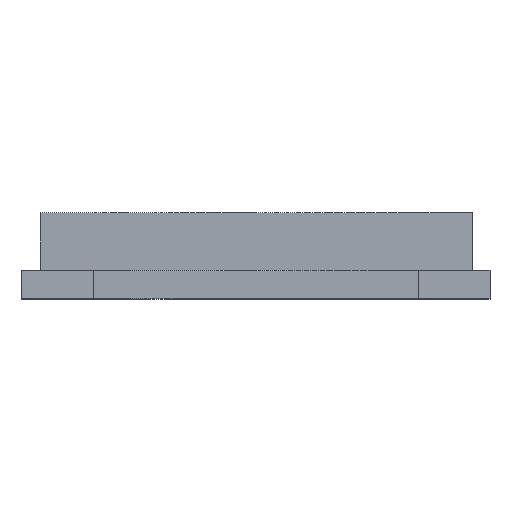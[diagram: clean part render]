
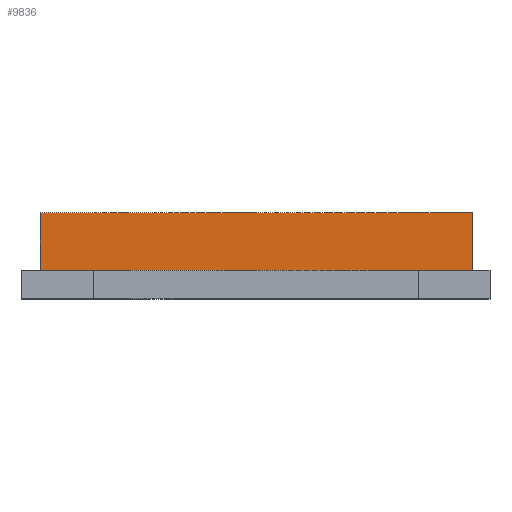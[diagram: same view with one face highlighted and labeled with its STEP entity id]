
A CAD part, top view. The second image highlights one B-rep face of the part: STEP entity #9836.
In plain terms, the highlighted planar face has unit normal (0, 0, 1).
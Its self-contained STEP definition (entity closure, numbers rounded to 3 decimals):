
#118 = VERTEX_POINT ( 'NONE', #8897 ) ;
#371 = CARTESIAN_POINT ( 'NONE',  ( 6., 2.38, 7.1 ) ) ;
#516 = ORIENTED_EDGE ( 'NONE', *, *, #8954, .F. ) ;
#581 = CARTESIAN_POINT ( 'NONE',  ( 6., 0.78, 7.1 ) ) ;
#841 = CARTESIAN_POINT ( 'NONE',  ( 6., 2.38, 7.1 ) ) ;
#914 = ORIENTED_EDGE ( 'NONE', *, *, #3941, .T. ) ;
#2109 = VECTOR ( 'NONE', #4494, 1000. ) ;
#2304 = PLANE ( 'NONE',  #3645 ) ;
#2457 = LINE ( 'NONE', #581, #8848 ) ;
#3033 = VERTEX_POINT ( 'NONE', #9130 ) ;
#3269 = DIRECTION ( 'NONE',  ( -1., 0., 0. ) ) ;
#3285 = CARTESIAN_POINT ( 'NONE',  ( -6., 2.38, 7.1 ) ) ;
#3645 = AXIS2_PLACEMENT_3D ( 'NONE', #841, #7101, #3269 ) ;
#3691 = CARTESIAN_POINT ( 'NONE',  ( 6., 0.78, 7.1 ) ) ;
#3941 = EDGE_CURVE ( 'NONE', #118, #7180, #2457, .T. ) ;
#4494 = DIRECTION ( 'NONE',  ( 1., 0., 0. ) ) ;
#5538 = LINE ( 'NONE', #6733, #2109 ) ;
#5715 = ORIENTED_EDGE ( 'NONE', *, *, #5958, .T. ) ;
#5958 = EDGE_CURVE ( 'NONE', #3033, #118, #9159, .T. ) ;
#6246 = LINE ( 'NONE', #371, #7614 ) ;
#6693 = DIRECTION ( 'NONE',  ( 0., -1., 0. ) ) ;
#6733 = CARTESIAN_POINT ( 'NONE',  ( 6., 2.38, 7.1 ) ) ;
#6962 = FACE_OUTER_BOUND ( 'NONE', #10076, .T. ) ;
#6977 = ORIENTED_EDGE ( 'NONE', *, *, #9085, .F. ) ;
#7101 = DIRECTION ( 'NONE',  ( 0., 0., -1. ) ) ;
#7141 = DIRECTION ( 'NONE',  ( 0., -1., 0. ) ) ;
#7180 = VERTEX_POINT ( 'NONE', #3691 ) ;
#7227 = VERTEX_POINT ( 'NONE', #7729 ) ;
#7614 = VECTOR ( 'NONE', #6693, 1000. ) ;
#7683 = VECTOR ( 'NONE', #7141, 1000. ) ;
#7729 = CARTESIAN_POINT ( 'NONE',  ( 6., 2.38, 7.1 ) ) ;
#8409 = DIRECTION ( 'NONE',  ( 1., 0., 0. ) ) ;
#8848 = VECTOR ( 'NONE', #8409, 1000. ) ;
#8897 = CARTESIAN_POINT ( 'NONE',  ( -6., 0.78, 7.1 ) ) ;
#8954 = EDGE_CURVE ( 'NONE', #3033, #7227, #5538, .T. ) ;
#9085 = EDGE_CURVE ( 'NONE', #7227, #7180, #6246, .T. ) ;
#9130 = CARTESIAN_POINT ( 'NONE',  ( -6., 2.38, 7.1 ) ) ;
#9159 = LINE ( 'NONE', #3285, #7683 ) ;
#9836 = ADVANCED_FACE ( 'NONE', ( #6962 ), #2304, .F. ) ;
#10076 = EDGE_LOOP ( 'NONE', ( #914, #6977, #516, #5715 ) ) ;
